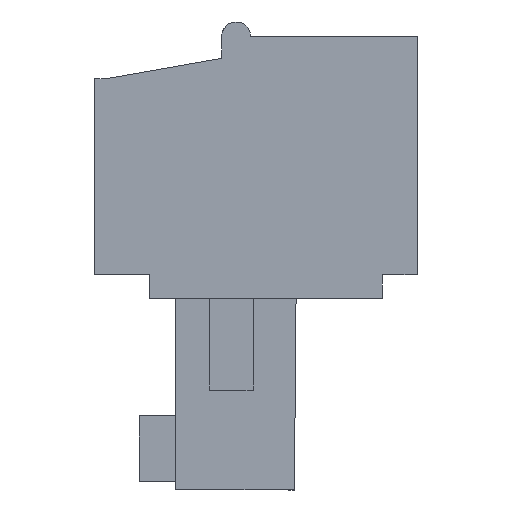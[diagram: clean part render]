
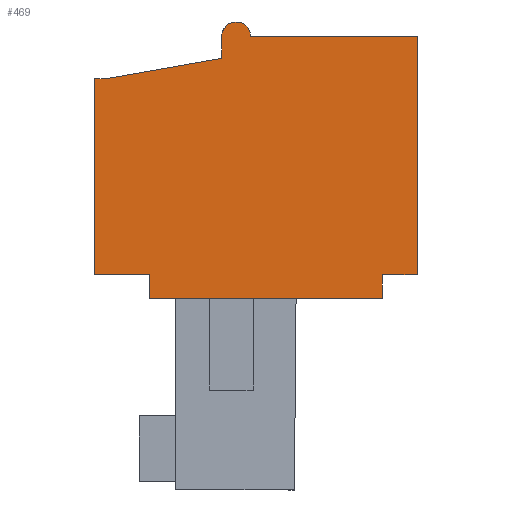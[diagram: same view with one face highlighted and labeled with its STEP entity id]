
A CAD part, left-side view. The second image highlights one B-rep face of the part: STEP entity #469.
In plain terms, the highlighted planar face has unit normal (-1, 0, 0).
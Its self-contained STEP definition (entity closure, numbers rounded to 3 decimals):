
#385=AXIS2_PLACEMENT_3D('Plane Axis2P3D',#382,#383,#384) ;
#403=AXIS2_PLACEMENT_3D('Circle Axis2P3D',#401,#402,$) ;
#40=CARTESIAN_POINT('Vertex',(0.,1.2,7.4)) ;
#45=CARTESIAN_POINT('Line Origine',(0.,1.2,7.)) ;
#49=CARTESIAN_POINT('Vertex',(0.,1.2,6.6)) ;
#320=CARTESIAN_POINT('Vertex',(0.,0.,7.4)) ;
#323=CARTESIAN_POINT('Line Origine',(0.,0.6,7.4)) ;
#382=CARTESIAN_POINT('Axis2P3D Location',(0.,0.,0.)) ;
#387=CARTESIAN_POINT('Line Origine',(0.,0.,11.5)) ;
#391=CARTESIAN_POINT('Vertex',(0.,0.,15.6)) ;
#394=CARTESIAN_POINT('Line Origine',(0.,2.865,15.6)) ;
#398=CARTESIAN_POINT('Vertex',(0.,5.73,15.6)) ;
#401=CARTESIAN_POINT('Axis2P3D Location',(0.,6.23,15.6)) ;
#405=CARTESIAN_POINT('Vertex',(0.,6.73,15.6)) ;
#408=CARTESIAN_POINT('Line Origine',(0.,6.73,15.225)) ;
#412=CARTESIAN_POINT('Vertex',(0.,6.73,14.85)) ;
#415=CARTESIAN_POINT('Line Origine',(0.,8.715,14.5)) ;
#419=CARTESIAN_POINT('Vertex',(0.,10.7,14.15)) ;
#422=CARTESIAN_POINT('Line Origine',(0.,10.9,14.15)) ;
#426=CARTESIAN_POINT('Vertex',(0.,11.1,14.15)) ;
#429=CARTESIAN_POINT('Line Origine',(0.,11.1,10.775)) ;
#433=CARTESIAN_POINT('Vertex',(0.,11.1,7.4)) ;
#436=CARTESIAN_POINT('Line Origine',(0.,10.15,7.4)) ;
#440=CARTESIAN_POINT('Vertex',(0.,9.2,7.4)) ;
#443=CARTESIAN_POINT('Line Origine',(0.,9.2,7.)) ;
#447=CARTESIAN_POINT('Vertex',(0.,9.2,6.6)) ;
#450=CARTESIAN_POINT('Line Origine',(0.,5.2,6.6)) ;
#46=DIRECTION('Vector Direction',(0.,0.,-1.)) ;
#324=DIRECTION('Vector Direction',(0.,1.,0.)) ;
#383=DIRECTION('Axis2P3D Direction',(-1.,0.,0.)) ;
#384=DIRECTION('Axis2P3D XDirection',(0.,0.,1.)) ;
#388=DIRECTION('Vector Direction',(0.,0.,-1.)) ;
#395=DIRECTION('Vector Direction',(0.,-1.,0.)) ;
#402=DIRECTION('Axis2P3D Direction',(-1.,0.,0.)) ;
#409=DIRECTION('Vector Direction',(0.,0.,1.)) ;
#416=DIRECTION('Vector Direction',(0.,-0.985,0.174)) ;
#423=DIRECTION('Vector Direction',(0.,-1.,0.)) ;
#430=DIRECTION('Vector Direction',(0.,0.,1.)) ;
#437=DIRECTION('Vector Direction',(0.,1.,0.)) ;
#444=DIRECTION('Vector Direction',(0.,0.,1.)) ;
#451=DIRECTION('Vector Direction',(0.,1.,0.)) ;
#47=VECTOR('Line Direction',#46,1.) ;
#325=VECTOR('Line Direction',#324,1.) ;
#389=VECTOR('Line Direction',#388,1.) ;
#396=VECTOR('Line Direction',#395,1.) ;
#410=VECTOR('Line Direction',#409,1.) ;
#417=VECTOR('Line Direction',#416,1.) ;
#424=VECTOR('Line Direction',#423,1.) ;
#431=VECTOR('Line Direction',#430,1.) ;
#438=VECTOR('Line Direction',#437,1.) ;
#445=VECTOR('Line Direction',#444,1.) ;
#452=VECTOR('Line Direction',#451,1.) ;
#456=ORIENTED_EDGE('',*,*,#393,.T.) ;
#457=ORIENTED_EDGE('',*,*,#400,.T.) ;
#458=ORIENTED_EDGE('',*,*,#407,.T.) ;
#459=ORIENTED_EDGE('',*,*,#414,.T.) ;
#460=ORIENTED_EDGE('',*,*,#421,.T.) ;
#461=ORIENTED_EDGE('',*,*,#428,.T.) ;
#462=ORIENTED_EDGE('',*,*,#435,.T.) ;
#463=ORIENTED_EDGE('',*,*,#442,.T.) ;
#464=ORIENTED_EDGE('',*,*,#449,.T.) ;
#465=ORIENTED_EDGE('',*,*,#454,.T.) ;
#466=ORIENTED_EDGE('',*,*,#51,.T.) ;
#467=ORIENTED_EDGE('',*,*,#327,.T.) ;
#469=ADVANCED_FACE('HOUSING',(#468),#386,.T.) ;
#404=CIRCLE('generated circle',#403,0.5) ;
#51=EDGE_CURVE('',#50,#41,#48,.F.) ;
#327=EDGE_CURVE('',#41,#321,#326,.F.) ;
#393=EDGE_CURVE('',#321,#392,#390,.F.) ;
#400=EDGE_CURVE('',#392,#399,#397,.F.) ;
#407=EDGE_CURVE('',#399,#406,#404,.T.) ;
#414=EDGE_CURVE('',#406,#413,#411,.F.) ;
#421=EDGE_CURVE('',#413,#420,#418,.F.) ;
#428=EDGE_CURVE('',#420,#427,#425,.F.) ;
#435=EDGE_CURVE('',#427,#434,#432,.F.) ;
#442=EDGE_CURVE('',#434,#441,#439,.F.) ;
#449=EDGE_CURVE('',#441,#448,#446,.F.) ;
#454=EDGE_CURVE('',#448,#50,#453,.F.) ;
#455=EDGE_LOOP('',(#456,#457,#458,#459,#460,#461,#462,#463,#464,#465,#466,#467)) ;
#468=FACE_OUTER_BOUND('',#455,.T.) ;
#48=LINE('Line',#45,#47) ;
#326=LINE('Line',#323,#325) ;
#390=LINE('Line',#387,#389) ;
#397=LINE('Line',#394,#396) ;
#411=LINE('Line',#408,#410) ;
#418=LINE('Line',#415,#417) ;
#425=LINE('Line',#422,#424) ;
#432=LINE('Line',#429,#431) ;
#439=LINE('Line',#436,#438) ;
#446=LINE('Line',#443,#445) ;
#453=LINE('Line',#450,#452) ;
#386=PLANE('',#385) ;
#41=VERTEX_POINT('',#40) ;
#50=VERTEX_POINT('',#49) ;
#321=VERTEX_POINT('',#320) ;
#392=VERTEX_POINT('',#391) ;
#399=VERTEX_POINT('',#398) ;
#406=VERTEX_POINT('',#405) ;
#413=VERTEX_POINT('',#412) ;
#420=VERTEX_POINT('',#419) ;
#427=VERTEX_POINT('',#426) ;
#434=VERTEX_POINT('',#433) ;
#441=VERTEX_POINT('',#440) ;
#448=VERTEX_POINT('',#447) ;
